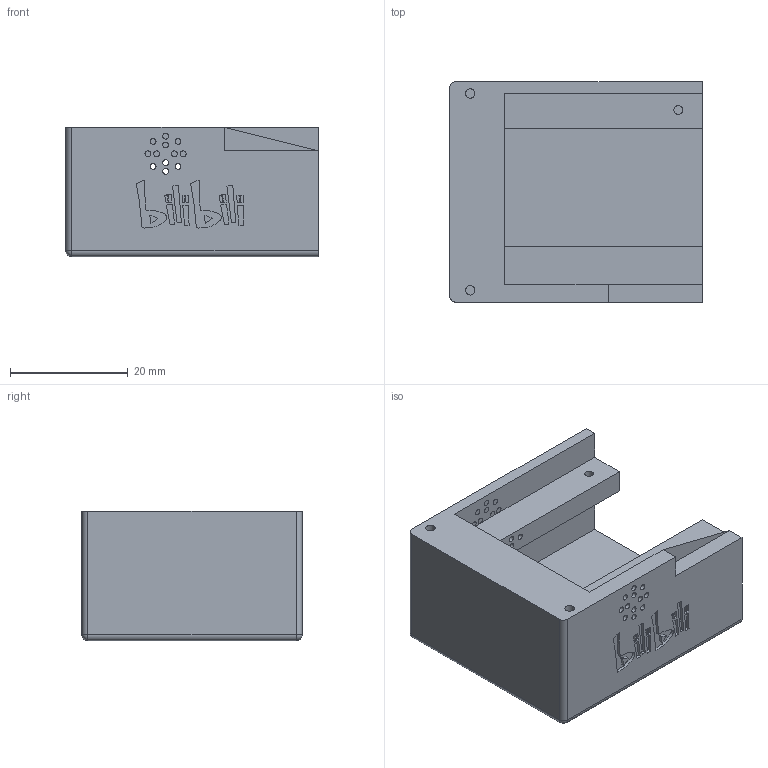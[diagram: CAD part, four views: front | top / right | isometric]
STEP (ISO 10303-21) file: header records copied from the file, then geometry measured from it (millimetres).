
FILE_DESCRIPTION(/* description */ (''),/* implementation_level */ '2;1');
FILE_NAME(/* name */ '左壳儿.step',/* time_stamp */ '2022-05-25T21:56:08+08:00',/* author */ (''),/* organization */ (''),/* preprocessor_version */ 'ST-DEVELOPER v19',/* originating_system */ 'Autodesk Translation Framework v11.7.0.108',/* authorisation */ '');
FILE_SCHEMA (('AUTOMOTIVE_DESIGN { 1 0 10303 214 3 1 1 }'));
Length unit declared in the file: millimetre
Products named in the file (1): 左壳儿
Bounding box: 43 x 37.5 x 22 mm (x, y, z)
Volume: 12433.8 mm3; surface area: 9692.5 mm2
Topology: 1 solids, 1 shells, 162 faces, 416 edges, 270 vertices
Faces by surface type: bspline 70, plane 56, cylinder 34, sphere 2
Full cylindrical faces by diameter (mm): 1 x24, 1.5 x1, 1.6 x4
Entity records: 4994 total; most frequent: CARTESIAN_POINT 1631, ORIENTED_EDGE 800, DIRECTION 506, EDGE_CURVE 400, VERTEX_POINT 262, EDGE_LOOP 218, LINE 184, VECTOR 184
